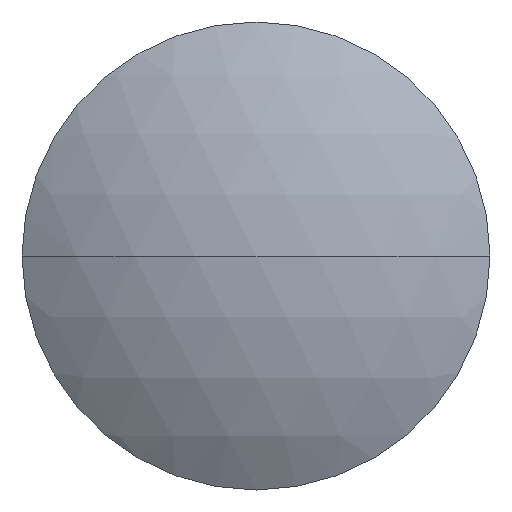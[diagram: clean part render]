
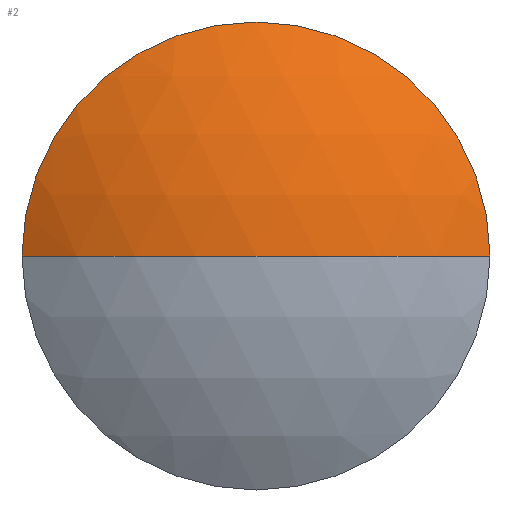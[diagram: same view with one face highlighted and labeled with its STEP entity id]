
A CAD part, left-side view. The second image highlights one B-rep face of the part: STEP entity #2.
In plain terms, the highlighted spherical face has radius 3.784 mm.
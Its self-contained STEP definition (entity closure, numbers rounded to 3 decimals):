
#2 = ADVANCED_FACE ( 'NONE', ( #127 ), #168, .T. ) ;
#11 = VERTEX_POINT ( 'NONE', #222 ) ;
#24 = CARTESIAN_POINT ( 'NONE',  ( 12.924, 5.242, 0. ) ) ;
#42 = CIRCLE ( 'NONE', #114, 2. ) ;
#43 = DIRECTION ( 'NONE',  ( 0., 0., -1. ) ) ;
#45 = AXIS2_PLACEMENT_3D ( 'NONE', #24, #207, #76 ) ;
#52 = AXIS2_PLACEMENT_3D ( 'NONE', #274, #43, #61 ) ;
#61 = DIRECTION ( 'NONE',  ( 0., 1., 0. ) ) ;
#69 = CIRCLE ( 'NONE', #90, 3.784 ) ;
#76 = DIRECTION ( 'NONE',  ( 0., 1., 0. ) ) ;
#90 = AXIS2_PLACEMENT_3D ( 'NONE', #238, #224, #250 ) ;
#105 = ORIENTED_EDGE ( 'NONE', *, *, #282, .T. ) ;
#114 = AXIS2_PLACEMENT_3D ( 'NONE', #162, #291, #160 ) ;
#118 = ORIENTED_EDGE ( 'NONE', *, *, #171, .F. ) ;
#127 = FACE_OUTER_BOUND ( 'NONE', #153, .T. ) ;
#138 = VERTEX_POINT ( 'NONE', #178 ) ;
#146 = VERTEX_POINT ( 'NONE', #251 ) ;
#153 = EDGE_LOOP ( 'NONE', ( #118, #105, #280 ) ) ;
#160 = DIRECTION ( 'NONE',  ( 0., -1., 0. ) ) ;
#162 = CARTESIAN_POINT ( 'NONE',  ( 9.712, 5.242, 0. ) ) ;
#168 = SPHERICAL_SURFACE ( 'NONE', #52, 3.784 ) ;
#171 = EDGE_CURVE ( 'NONE', #11, #146, #177, .T. ) ;
#177 = CIRCLE ( 'NONE', #45, 3.784 ) ;
#178 = CARTESIAN_POINT ( 'NONE',  ( 9.712, 7.242, 0. ) ) ;
#204 = EDGE_CURVE ( 'NONE', #138, #146, #69, .T. ) ;
#207 = DIRECTION ( 'NONE',  ( 0., 0., -1. ) ) ;
#222 = CARTESIAN_POINT ( 'NONE',  ( 9.712, 3.242, 0. ) ) ;
#224 = DIRECTION ( 'NONE',  ( 0., 0., 1. ) ) ;
#238 = CARTESIAN_POINT ( 'NONE',  ( 12.924, 5.242, 0. ) ) ;
#250 = DIRECTION ( 'NONE',  ( 1., 0., 0. ) ) ;
#251 = CARTESIAN_POINT ( 'NONE',  ( 9.14, 5.242, 0. ) ) ;
#274 = CARTESIAN_POINT ( 'NONE',  ( 12.924, 5.242, 0. ) ) ;
#280 = ORIENTED_EDGE ( 'NONE', *, *, #204, .T. ) ;
#282 = EDGE_CURVE ( 'NONE', #11, #138, #42, .T. ) ;
#291 = DIRECTION ( 'NONE',  ( -1., 0., 0. ) ) ;
